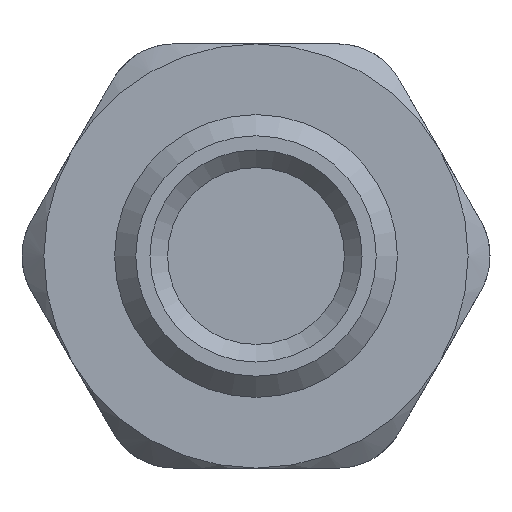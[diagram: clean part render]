
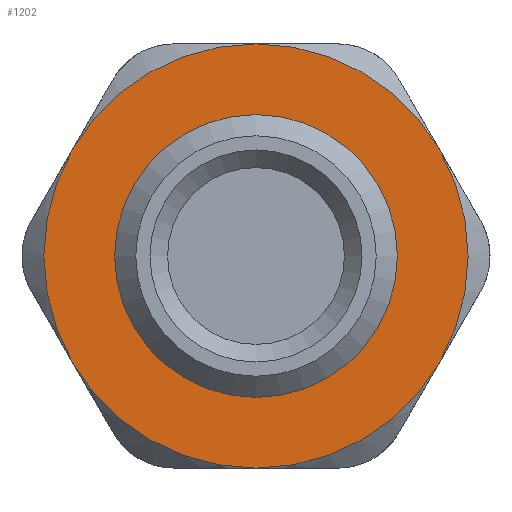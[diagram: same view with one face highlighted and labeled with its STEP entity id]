
A CAD part, front view. The second image highlights one B-rep face of the part: STEP entity #1202.
In plain terms, the highlighted planar face has unit normal (0, -1, 0).
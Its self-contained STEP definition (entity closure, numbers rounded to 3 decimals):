
#99=FACE_BOUND('',#302,.T.);
#185=PLANE('',#1320);
#226=FACE_OUTER_BOUND('',#301,.T.);
#301=EDGE_LOOP('',(#934,#935,#936,#937,#938,#939));
#302=EDGE_LOOP('',(#940));
#495=CIRCLE('',#1321,6.);
#496=CIRCLE('',#1322,6.);
#497=CIRCLE('',#1323,6.);
#498=CIRCLE('',#1324,6.);
#499=CIRCLE('',#1325,6.);
#500=CIRCLE('',#1326,6.);
#501=CIRCLE('',#1327,4.);
#577=VERTEX_POINT('',#1991);
#578=VERTEX_POINT('',#1992);
#579=VERTEX_POINT('',#1994);
#580=VERTEX_POINT('',#1996);
#581=VERTEX_POINT('',#1998);
#582=VERTEX_POINT('',#2000);
#583=VERTEX_POINT('',#2003);
#707=EDGE_CURVE('',#577,#578,#495,.T.);
#708=EDGE_CURVE('',#578,#579,#496,.T.);
#709=EDGE_CURVE('',#579,#580,#497,.T.);
#710=EDGE_CURVE('',#580,#581,#498,.T.);
#711=EDGE_CURVE('',#581,#582,#499,.T.);
#712=EDGE_CURVE('',#582,#577,#500,.T.);
#713=EDGE_CURVE('',#583,#583,#501,.T.);
#934=ORIENTED_EDGE('',*,*,#707,.T.);
#935=ORIENTED_EDGE('',*,*,#708,.T.);
#936=ORIENTED_EDGE('',*,*,#709,.T.);
#937=ORIENTED_EDGE('',*,*,#710,.T.);
#938=ORIENTED_EDGE('',*,*,#711,.T.);
#939=ORIENTED_EDGE('',*,*,#712,.T.);
#940=ORIENTED_EDGE('',*,*,#713,.F.);
#1202=ADVANCED_FACE('',(#226,#99),#185,.T.);
#1320=AXIS2_PLACEMENT_3D('',#1990,#1516,#1517);
#1321=AXIS2_PLACEMENT_3D('',#1993,#1518,#1519);
#1322=AXIS2_PLACEMENT_3D('',#1995,#1520,#1521);
#1323=AXIS2_PLACEMENT_3D('',#1997,#1522,#1523);
#1324=AXIS2_PLACEMENT_3D('',#1999,#1524,#1525);
#1325=AXIS2_PLACEMENT_3D('',#2001,#1526,#1527);
#1326=AXIS2_PLACEMENT_3D('',#2002,#1528,#1529);
#1327=AXIS2_PLACEMENT_3D('',#2004,#1530,#1531);
#1516=DIRECTION('center_axis',(0.,-1.,0.));
#1517=DIRECTION('ref_axis',(0.,0.,
1.));
#1518=DIRECTION('center_axis',(0.,-1.,0.));
#1519=DIRECTION('ref_axis',(1.,0.,0.));
#1520=DIRECTION('center_axis',(0.,-1.,0.));
#1521=DIRECTION('ref_axis',(1.,0.,0.));
#1522=DIRECTION('center_axis',(0.,-1.,0.));
#1523=DIRECTION('ref_axis',(1.,0.,0.));
#1524=DIRECTION('center_axis',(0.,-1.,0.));
#1525=DIRECTION('ref_axis',(1.,0.,0.));
#1526=DIRECTION('center_axis',(0.,-1.,0.));
#1527=DIRECTION('ref_axis',(1.,0.,0.));
#1528=DIRECTION('center_axis',(0.,-1.,0.));
#1529=DIRECTION('ref_axis',(1.,0.,0.));
#1530=DIRECTION('center_axis',(0.,-1.,0.));
#1531=DIRECTION('ref_axis',(-0.5,0.,-0.866));
#1990=CARTESIAN_POINT('Origin',(4.75,-2.5,0.));
#1991=CARTESIAN_POINT('',(5.196,-2.5,-3.));
#1992=CARTESIAN_POINT('',(5.196,-2.5,3.));
#1993=CARTESIAN_POINT('Origin',(0.,-2.5,
0.));
#1994=CARTESIAN_POINT('',(0.,-2.5,6.));
#1995=CARTESIAN_POINT('Origin',(0.,-2.5,
0.));
#1996=CARTESIAN_POINT('',(-5.196,-2.5,3.));
#1997=CARTESIAN_POINT('Origin',(0.,-2.5,
0.));
#1998=CARTESIAN_POINT('',(-5.196,-2.5,-3.));
#1999=CARTESIAN_POINT('Origin',(0.,-2.5,
0.));
#2000=CARTESIAN_POINT('',(0.,-2.5,-6.));
#2001=CARTESIAN_POINT('Origin',(0.,-2.5,
0.));
#2002=CARTESIAN_POINT('Origin',(0.,-2.5,
0.));
#2003=CARTESIAN_POINT('',(2.,-2.5,3.464));
#2004=CARTESIAN_POINT('Origin',(0.,-2.5,
0.));
